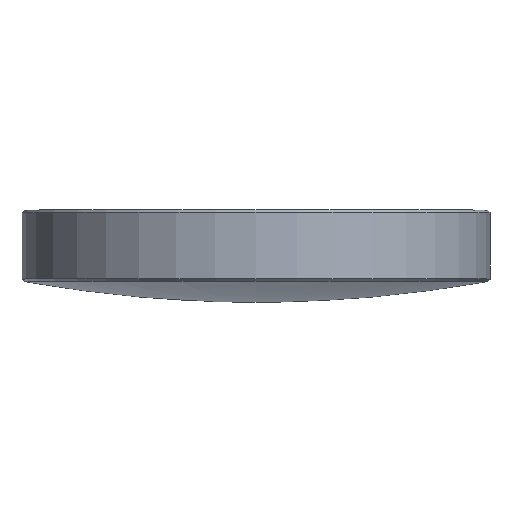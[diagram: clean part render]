
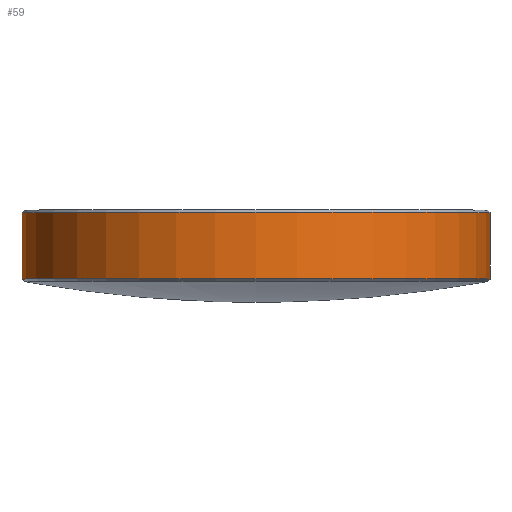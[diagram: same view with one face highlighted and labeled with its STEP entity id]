
A CAD part, top view. The second image highlights one B-rep face of the part: STEP entity #59.
In plain terms, the highlighted cylindrical face has radius 12.7 mm (diameter 25.4 mm), a partial arc.
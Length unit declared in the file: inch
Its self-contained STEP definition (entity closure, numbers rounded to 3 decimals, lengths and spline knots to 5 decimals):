
#5 = EDGE_CURVE ( 'NONE', #27, #14, #98, .T. ) ;
#12 = VERTEX_POINT ( 'NONE', #154 ) ;
#13 = ORIENTED_EDGE ( 'NONE', *, *, #20, .F. ) ;
#14 = VERTEX_POINT ( 'NONE', #140 ) ;
#16 = ORIENTED_EDGE ( 'NONE', *, *, #17, .T. ) ;
#17 = EDGE_CURVE ( 'NONE', #27, #12, #138, .T. ) ;
#20 = EDGE_CURVE ( 'NONE', #14, #50, #123, .T. ) ;
#23 = EDGE_LOOP ( 'NONE', ( #16, #25, #13, #24 ) ) ;
#24 = ORIENTED_EDGE ( 'NONE', *, *, #5, .F. ) ;
#25 = ORIENTED_EDGE ( 'NONE', *, *, #33, .T. ) ;
#27 = VERTEX_POINT ( 'NONE', #133 ) ;
#33 = EDGE_CURVE ( 'NONE', #12, #50, #164, .T. ) ;
#50 = VERTEX_POINT ( 'NONE', #590 ) ;
#59 = ADVANCED_FACE ( 'NONE', ( #500 ), #597, .T. ) ;
#96 = DIRECTION ( 'NONE',  ( 0., -1., 0. ) ) ;
#97 = VECTOR ( 'NONE', #96, 39.37008 ) ;
#98 = LINE ( 'NONE', #99, #97 ) ;
#99 = CARTESIAN_POINT ( 'NONE',  ( 0.5, -0.09843, 0. ) ) ;
#119 = DIRECTION ( 'NONE',  ( 1., 0., 0. ) ) ;
#120 = DIRECTION ( 'NONE',  ( 0., -1., 0. ) ) ;
#121 = CARTESIAN_POINT ( 'NONE',  ( 0., -0.04885, 0. ) ) ;
#122 = AXIS2_PLACEMENT_3D ( 'NONE', #121, #120, #119 ) ;
#123 = CIRCLE ( 'NONE', #122, 0.5 ) ;
#124 = CARTESIAN_POINT ( 'NONE',  ( 0., 0.09286, 0. ) ) ;
#133 = CARTESIAN_POINT ( 'NONE',  ( 0.5, 0.09286, 0. ) ) ;
#138 = CIRCLE ( 'NONE', #156, 0.5 ) ;
#139 = DIRECTION ( 'NONE',  ( 1., 0., 0. ) ) ;
#140 = CARTESIAN_POINT ( 'NONE',  ( 0.5, -0.04885, 0. ) ) ;
#154 = CARTESIAN_POINT ( 'NONE',  ( -0.5, 0.09286, 0. ) ) ;
#156 = AXIS2_PLACEMENT_3D ( 'NONE', #124, #157, #139 ) ;
#157 = DIRECTION ( 'NONE',  ( 0., -1., 0. ) ) ;
#164 = LINE ( 'NONE', #204, #208 ) ;
#203 = DIRECTION ( 'NONE',  ( 0., -1., 0. ) ) ;
#204 = CARTESIAN_POINT ( 'NONE',  ( -0.5, -0.09843, 0. ) ) ;
#208 = VECTOR ( 'NONE', #203, 39.37008 ) ;
#500 = FACE_OUTER_BOUND ( 'NONE', #23, .T. ) ;
#517 = DIRECTION ( 'NONE',  ( 1., 0., 0. ) ) ;
#518 = DIRECTION ( 'NONE',  ( 0., -1., 0. ) ) ;
#519 = CARTESIAN_POINT ( 'NONE',  ( 0., -0.09843, 0. ) ) ;
#520 = AXIS2_PLACEMENT_3D ( 'NONE', #519, #518, #517 ) ;
#590 = CARTESIAN_POINT ( 'NONE',  ( -0.5, -0.04885, 0. ) ) ;
#597 = CYLINDRICAL_SURFACE ( 'NONE', #520, 0.5 ) ;
